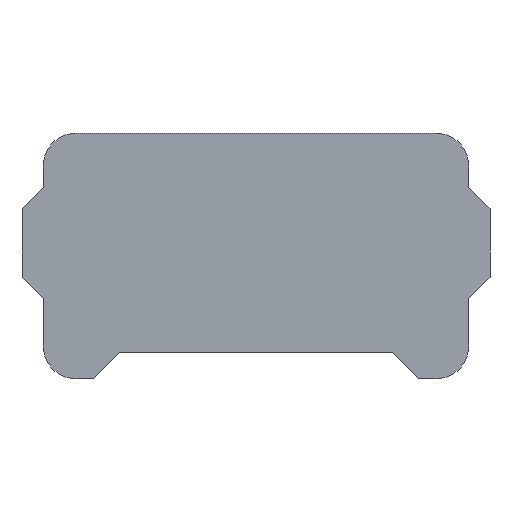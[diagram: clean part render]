
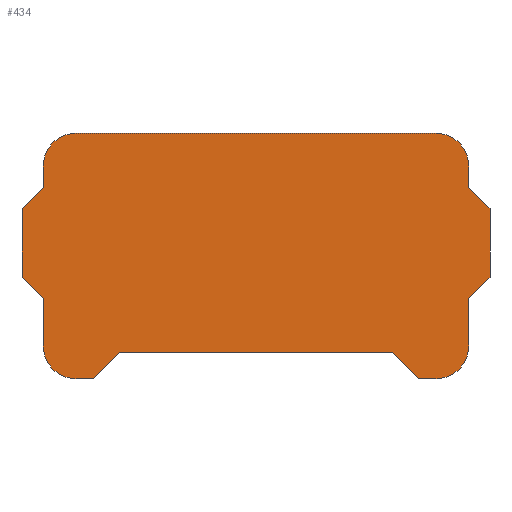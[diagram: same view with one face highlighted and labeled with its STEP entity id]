
A CAD part, front view. The second image highlights one B-rep face of the part: STEP entity #434.
In plain terms, the highlighted planar face has unit normal (0, -1, 0).
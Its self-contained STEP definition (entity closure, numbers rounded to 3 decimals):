
#15=CIRCLE('',#453,10.);
#17=CIRCLE('',#461,10.);
#19=CIRCLE('',#465,10.);
#21=CIRCLE('',#473,10.);
#48=FACE_OUTER_BOUND('',#70,.T.);
#70=EDGE_LOOP('',(#375,#376,#377,#378,#379,#380,#381,#382,#383,#384,#385,
#386,#387,#388,#389,#390,#391,#392,#393,#394));
#71=LINE('',#597,#123);
#75=LINE('',#605,#127);
#78=LINE('',#611,#130);
#82=LINE('',#623,#134);
#85=LINE('',#629,#137);
#88=LINE('',#635,#140);
#91=LINE('',#641,#143);
#94=LINE('',#647,#146);
#98=LINE('',#659,#150);
#102=LINE('',#671,#154);
#105=LINE('',#677,#157);
#108=LINE('',#683,#160);
#111=LINE('',#689,#163);
#114=LINE('',#695,#166);
#118=LINE('',#707,#170);
#121=LINE('',#712,#173);
#123=VECTOR('',#483,10.);
#127=VECTOR('',#489,10.);
#130=VECTOR('',#494,10.);
#134=VECTOR('',#506,10.);
#137=VECTOR('',#511,10.);
#140=VECTOR('',#516,10.);
#143=VECTOR('',#521,10.);
#146=VECTOR('',#526,10.);
#150=VECTOR('',#538,10.);
#154=VECTOR('',#550,10.);
#157=VECTOR('',#555,10.);
#160=VECTOR('',#560,10.);
#163=VECTOR('',#565,10.);
#166=VECTOR('',#570,10.);
#170=VECTOR('',#582,10.);
#173=VECTOR('',#587,10.);
#175=VERTEX_POINT('',#595);
#176=VERTEX_POINT('',#596);
#179=VERTEX_POINT('',#604);
#181=VERTEX_POINT('',#610);
#183=VERTEX_POINT('',#616);
#185=VERTEX_POINT('',#622);
#187=VERTEX_POINT('',#628);
#189=VERTEX_POINT('',#634);
#191=VERTEX_POINT('',#640);
#193=VERTEX_POINT('',#646);
#195=VERTEX_POINT('',#652);
#197=VERTEX_POINT('',#658);
#199=VERTEX_POINT('',#664);
#201=VERTEX_POINT('',#670);
#203=VERTEX_POINT('',#676);
#205=VERTEX_POINT('',#682);
#207=VERTEX_POINT('',#688);
#209=VERTEX_POINT('',#694);
#211=VERTEX_POINT('',#700);
#213=VERTEX_POINT('',#706);
#215=EDGE_CURVE('',#175,#176,#71,.T.);
#219=EDGE_CURVE('',#176,#179,#75,.T.);
#222=EDGE_CURVE('',#181,#179,#78,.T.);
#225=EDGE_CURVE('',#183,#181,#15,.T.);
#228=EDGE_CURVE('',#183,#185,#82,.T.);
#231=EDGE_CURVE('',#187,#185,#85,.T.);
#234=EDGE_CURVE('',#187,#189,#88,.T.);
#237=EDGE_CURVE('',#189,#191,#91,.T.);
#240=EDGE_CURVE('',#191,#193,#94,.T.);
#243=EDGE_CURVE('',#195,#193,#17,.T.);
#246=EDGE_CURVE('',#195,#197,#98,.T.);
#249=EDGE_CURVE('',#199,#197,#19,.T.);
#252=EDGE_CURVE('',#199,#201,#102,.T.);
#255=EDGE_CURVE('',#203,#201,#105,.T.);
#258=EDGE_CURVE('',#203,#205,#108,.T.);
#261=EDGE_CURVE('',#205,#207,#111,.T.);
#264=EDGE_CURVE('',#207,#209,#114,.T.);
#267=EDGE_CURVE('',#211,#209,#21,.T.);
#270=EDGE_CURVE('',#211,#213,#118,.T.);
#273=EDGE_CURVE('',#175,#213,#121,.T.);
#375=ORIENTED_EDGE('',*,*,#273,.F.);
#376=ORIENTED_EDGE('',*,*,#215,.T.);
#377=ORIENTED_EDGE('',*,*,#219,.T.);
#378=ORIENTED_EDGE('',*,*,#222,.F.);
#379=ORIENTED_EDGE('',*,*,#225,.F.);
#380=ORIENTED_EDGE('',*,*,#228,.T.);
#381=ORIENTED_EDGE('',*,*,#231,.F.);
#382=ORIENTED_EDGE('',*,*,#234,.T.);
#383=ORIENTED_EDGE('',*,*,#237,.T.);
#384=ORIENTED_EDGE('',*,*,#240,.T.);
#385=ORIENTED_EDGE('',*,*,#243,.F.);
#386=ORIENTED_EDGE('',*,*,#246,.T.);
#387=ORIENTED_EDGE('',*,*,#249,.F.);
#388=ORIENTED_EDGE('',*,*,#252,.T.);
#389=ORIENTED_EDGE('',*,*,#255,.F.);
#390=ORIENTED_EDGE('',*,*,#258,.T.);
#391=ORIENTED_EDGE('',*,*,#261,.T.);
#392=ORIENTED_EDGE('',*,*,#264,.T.);
#393=ORIENTED_EDGE('',*,*,#267,.F.);
#394=ORIENTED_EDGE('',*,*,#270,.T.);
#412=PLANE('',#478);
#434=ADVANCED_FACE('',(#48),#412,.F.);
#453=AXIS2_PLACEMENT_3D('',#617,#499,#500);
#461=AXIS2_PLACEMENT_3D('',#653,#531,#532);
#465=AXIS2_PLACEMENT_3D('',#665,#543,#544);
#473=AXIS2_PLACEMENT_3D('',#701,#575,#576);
#478=AXIS2_PLACEMENT_3D('',#715,#591,#592);
#483=DIRECTION('',(1.,0.,0.));
#489=DIRECTION('',(0.707,0.,-0.707));
#494=DIRECTION('',(-1.,0.,0.));
#499=DIRECTION('center_axis',(0.,1.,0.));
#500=DIRECTION('ref_axis',(1.,0.,0.));
#506=DIRECTION('',(0.,0.,1.));
#511=DIRECTION('',(-0.707,0.,-0.707));
#516=DIRECTION('',(0.,0.,1.));
#521=DIRECTION('',(-0.707,0.,0.707));
#526=DIRECTION('',(0.,0.,1.));
#531=DIRECTION('center_axis',(0.,1.,0.));
#532=DIRECTION('ref_axis',(0.,0.,1.));
#538=DIRECTION('',(-1.,0.,0.));
#543=DIRECTION('center_axis',(0.,1.,0.));
#544=DIRECTION('ref_axis',(-1.,0.,0.));
#550=DIRECTION('',(0.,0.,-1.));
#555=DIRECTION('',(0.707,0.,0.707));
#560=DIRECTION('',(0.,0.,-1.));
#565=DIRECTION('',(0.707,0.,-0.707));
#570=DIRECTION('',(0.,0.,-1.));
#575=DIRECTION('center_axis',(0.,1.,0.));
#576=DIRECTION('ref_axis',(0.,0.,-1.));
#582=DIRECTION('',(1.,0.,0.));
#587=DIRECTION('',(-0.707,0.,-0.707));
#591=DIRECTION('center_axis',(0.,1.,0.));
#592=DIRECTION('ref_axis',(1.,0.,0.));
#595=CARTESIAN_POINT('',(43.25,0.,-87.));
#596=CARTESIAN_POINT('',(126.75,0.,-87.));
#597=CARTESIAN_POINT('',(85.,0.,-87.));
#604=CARTESIAN_POINT('',(134.75,0.,-95.));
#605=CARTESIAN_POINT('',(126.75,0.,-87.));
#610=CARTESIAN_POINT('',(140.,0.,-95.));
#611=CARTESIAN_POINT('',(140.,0.,-95.));
#616=CARTESIAN_POINT('',(150.,0.,-85.));
#617=CARTESIAN_POINT('Origin',(140.,0.,-85.));
#622=CARTESIAN_POINT('',(150.,0.,-70.5));
#623=CARTESIAN_POINT('',(150.,0.,-87.));
#628=CARTESIAN_POINT('',(156.5,0.,-64.));
#629=CARTESIAN_POINT('',(156.5,0.,-64.));
#634=CARTESIAN_POINT('',(156.5,0.,-43.));
#635=CARTESIAN_POINT('',(156.5,0.,-53.5));
#640=CARTESIAN_POINT('',(150.,0.,-36.5));
#641=CARTESIAN_POINT('',(156.5,0.,-43.));
#646=CARTESIAN_POINT('',(150.,0.,-30.));
#647=CARTESIAN_POINT('',(150.,0.,-87.));
#652=CARTESIAN_POINT('',(140.,0.,-20.));
#653=CARTESIAN_POINT('Origin',(140.,0.,-30.));
#658=CARTESIAN_POINT('',(30.,0.,-20.));
#659=CARTESIAN_POINT('',(140.,0.,-20.));
#664=CARTESIAN_POINT('',(20.,0.,-30.));
#665=CARTESIAN_POINT('Origin',(30.,0.,-30.));
#670=CARTESIAN_POINT('',(20.,0.,-36.5));
#671=CARTESIAN_POINT('',(20.,0.,-30.));
#676=CARTESIAN_POINT('',(13.5,0.,-43.));
#677=CARTESIAN_POINT('',(13.5,0.,-43.));
#682=CARTESIAN_POINT('',(13.5,0.,-64.));
#683=CARTESIAN_POINT('',(13.5,0.,-53.5));
#688=CARTESIAN_POINT('',(20.,0.,-70.5));
#689=CARTESIAN_POINT('',(13.5,0.,-64.));
#694=CARTESIAN_POINT('',(20.,0.,-85.));
#695=CARTESIAN_POINT('',(20.,0.,-30.));
#700=CARTESIAN_POINT('',(30.,0.,-95.));
#701=CARTESIAN_POINT('Origin',(30.,0.,-85.));
#706=CARTESIAN_POINT('',(35.25,0.,-95.));
#707=CARTESIAN_POINT('',(30.,0.,-95.));
#712=CARTESIAN_POINT('',(43.25,0.,-87.));
#715=CARTESIAN_POINT('Origin',(85.,0.,-57.5));
